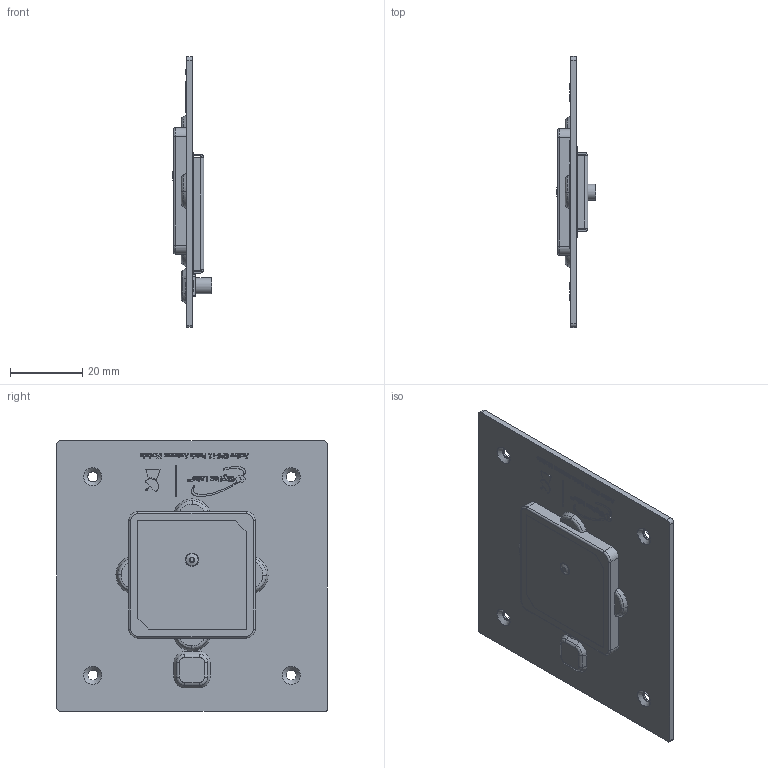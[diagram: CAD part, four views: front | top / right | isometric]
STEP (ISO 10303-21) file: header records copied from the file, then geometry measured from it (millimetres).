
FILE_DESCRIPTION (( '' ), '' );
FILE_NAME ('', '', ( '' ), ( '' ), '', '', '' );
FILE_SCHEMA (('CONFIG_CONTROL_DESIGN'));
Length unit declared in the file: millimetre
Products named in the file (10): miniPATCH-L1_symethrical; GP.35A; GPS; gps2; MCX_36-001T; PCB modified_symetrical; shield_symetrical; CU modified_symetrical; minicu_symetrical; glue
Assembly tree (9 placements, depth 3):
  miniPATCH-L1_symethrical
    GP.35A
      GPS
      gps2
    MCX_36-001T
    PCB modified_symetrical
    shield_symetrical
    CU modified_symetrical
    minicu_symetrical
    glue
Bounding box: 11 x 75 x 75 mm (x, y, z)
Volume: 14195.3 mm3; surface area: 20037.5 mm2
Topology: 65 solids, 65 shells, 786 faces, 1971 edges, 1394 vertices
Faces by surface type: plane 556, bspline 131, cylinder 67, cone 24, torus 8
Full cylindrical faces by diameter (mm): 0.391 x6, 0.53 x1, 1 x3, 1.021 x1, 1.05 x1, 1.429 x4, 1.5 x1, 1.97 x1, 2.79 x4, 2.8 x5, 2.9 x1, 3.43 x1, 3.7 x1, 4.5 x1, 5 x4
Entity records: 28903 total; most frequent: CARTESIAN_POINT 10365, ORIENTED_EDGE 3798, DIRECTION 3287, EDGE_CURVE 1899, LINE 1421, VECTOR 1421, VERTEX_POINT 1253, AXIS2_PLACEMENT_3D 933
